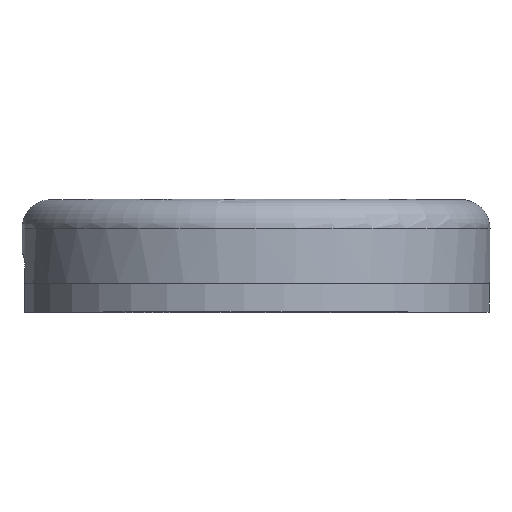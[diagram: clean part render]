
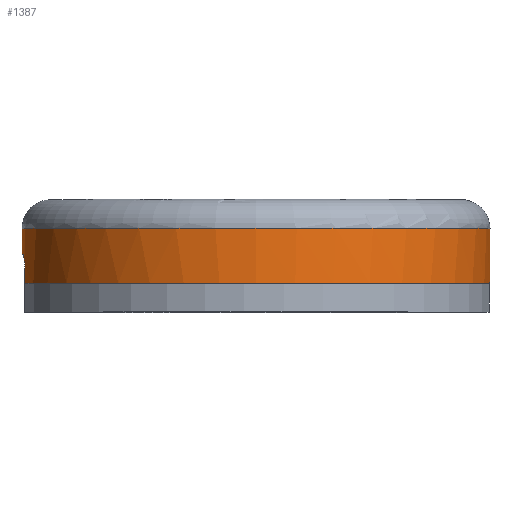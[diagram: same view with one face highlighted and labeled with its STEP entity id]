
A CAD part, top view. The second image highlights one B-rep face of the part: STEP entity #1387.
In plain terms, the highlighted cylindrical face has radius 8.1 mm (diameter 16.2 mm), a full revolution.
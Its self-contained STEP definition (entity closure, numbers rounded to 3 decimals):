
#94 = ORIENTED_EDGE ( 'NONE', *, *, #1297, .F. ) ;
#146 = DIRECTION ( 'NONE',  ( 0., 0., 1. ) ) ;
#172 = EDGE_CURVE ( 'NONE', #1773, #1280, #2322, .T. ) ;
#198 = DIRECTION ( 'NONE',  ( 0., 0., 1. ) ) ;
#205 = AXIS2_PLACEMENT_3D ( 'NONE', #366, #1090, #2302 ) ;
#209 = CARTESIAN_POINT ( 'NONE',  ( -8.053, 2.417, -0.882 ) ) ;
#214 = EDGE_CURVE ( 'NONE', #2002, #1867, #1313, .T. ) ;
#224 = CYLINDRICAL_SURFACE ( 'NONE', #1851, 8.1 ) ;
#252 = CARTESIAN_POINT ( 'NONE',  ( -8.065, 2.417, 0.75 ) ) ;
#345 = ORIENTED_EDGE ( 'NONE', *, *, #1769, .F. ) ;
#346 = CARTESIAN_POINT ( 'NONE',  ( -8.003, 1.917, 1.25 ) ) ;
#366 = CARTESIAN_POINT ( 'NONE',  ( 0., 1.4, 0. ) ) ;
#368 = VERTEX_POINT ( 'NONE', #2182 ) ;
#395 = CIRCLE ( 'NONE', #2306, 8.1 ) ;
#409 = CARTESIAN_POINT ( 'NONE',  ( -8.003, 1.917, -1.25 ) ) ;
#445 = ORIENTED_EDGE ( 'NONE', *, *, #658, .T. ) ;
#528 = ORIENTED_EDGE ( 'NONE', *, *, #172, .F. ) ;
#533 = EDGE_CURVE ( 'NONE', #1280, #727, #1970, .T. ) ;
#568 = CARTESIAN_POINT ( 'NONE',  ( -8.003, -21.51, 1.25 ) ) ;
#579 = DIRECTION ( 'NONE',  ( 0., 0., 1. ) ) ;
#585 = CARTESIAN_POINT ( 'NONE',  ( -8.003, 2.05, -1.25 ) ) ;
#613 = FACE_OUTER_BOUND ( 'NONE', #1186, .T. ) ;
#614 = CARTESIAN_POINT ( 'NONE',  ( -8.037, 2.363, 1.011 ) ) ;
#649 = AXIS2_PLACEMENT_3D ( 'NONE', #1584, #1408, #146 ) ;
#658 = EDGE_CURVE ( 'NONE', #368, #368, #395, .T. ) ;
#713 = CARTESIAN_POINT ( 'NONE',  ( -8.003, -21.51, -1.25 ) ) ;
#727 = VERTEX_POINT ( 'NONE', #1512 ) ;
#799 = VECTOR ( 'NONE', #2146, 1000. ) ;
#862 = B_SPLINE_CURVE_WITH_KNOTS ( 'NONE', 3,
 ( #1995, #209, #932, #1485, #585, #1307 ),
 .UNSPECIFIED., .F., .F.,
 ( 4, 2, 4 ),
 ( 0., 0., 0.001 ),
 .UNSPECIFIED. ) ;
#932 = CARTESIAN_POINT ( 'NONE',  ( -8.037, 2.363, -1.011 ) ) ;
#975 = CARTESIAN_POINT ( 'NONE',  ( -8.053, 2.417, 0.882 ) ) ;
#976 = VERTEX_POINT ( 'NONE', #1553 ) ;
#1078 = CARTESIAN_POINT ( 'NONE',  ( -8.003, 1.4, -1.25 ) ) ;
#1090 = DIRECTION ( 'NONE',  ( 0., -1., 0. ) ) ;
#1186 = EDGE_LOOP ( 'NONE', ( #1734, #2250, #94, #1440, #528, #345 ) ) ;
#1249 = VECTOR ( 'NONE', #1803, 1000. ) ;
#1280 = VERTEX_POINT ( 'NONE', #1078 ) ;
#1297 = EDGE_CURVE ( 'NONE', #727, #2002, #1989, .T. ) ;
#1307 = CARTESIAN_POINT ( 'NONE',  ( -8.003, 1.917, -1.25 ) ) ;
#1313 = B_SPLINE_CURVE_WITH_KNOTS ( 'NONE', 3,
 ( #1326, #1314, #1687, #614, #975, #252 ),
 .UNSPECIFIED., .F., .F.,
 ( 4, 2, 4 ),
 ( 0., 0., 0.001 ),
 .UNSPECIFIED. ) ;
#1314 = CARTESIAN_POINT ( 'NONE',  ( -8.003, 2.05, 1.25 ) ) ;
#1326 = CARTESIAN_POINT ( 'NONE',  ( -8.003, 1.917, 1.25 ) ) ;
#1387 = ADVANCED_FACE ( 'NONE', ( #613, #2191 ), #224, .T. ) ;
#1408 = DIRECTION ( 'NONE',  ( 0., -1., 0. ) ) ;
#1440 = ORIENTED_EDGE ( 'NONE', *, *, #533, .F. ) ;
#1485 = CARTESIAN_POINT ( 'NONE',  ( -8.012, 2.179, -1.195 ) ) ;
#1512 = CARTESIAN_POINT ( 'NONE',  ( -8.003, 1.4, 1.25 ) ) ;
#1553 = CARTESIAN_POINT ( 'NONE',  ( -8.065, 2.417, -0.75 ) ) ;
#1584 = CARTESIAN_POINT ( 'NONE',  ( 0., 2.417, 0. ) ) ;
#1687 = CARTESIAN_POINT ( 'NONE',  ( -8.012, 2.179, 1.195 ) ) ;
#1699 = CIRCLE ( 'NONE', #649, 8.1 ) ;
#1734 = ORIENTED_EDGE ( 'NONE', *, *, #1879, .F. ) ;
#1769 = EDGE_CURVE ( 'NONE', #976, #1773, #862, .T. ) ;
#1773 = VERTEX_POINT ( 'NONE', #409 ) ;
#1803 = DIRECTION ( 'NONE',  ( 0., 1., 0. ) ) ;
#1851 = AXIS2_PLACEMENT_3D ( 'NONE', #1999, #2223, #579 ) ;
#1858 = DIRECTION ( 'NONE',  ( 0., -1., 0. ) ) ;
#1867 = VERTEX_POINT ( 'NONE', #1956 ) ;
#1879 = EDGE_CURVE ( 'NONE', #1867, #976, #1699, .T. ) ;
#1956 = CARTESIAN_POINT ( 'NONE',  ( -8.065, 2.417, 0.75 ) ) ;
#1970 = CIRCLE ( 'NONE', #205, 8.1 ) ;
#1989 = LINE ( 'NONE', #568, #1249 ) ;
#1995 = CARTESIAN_POINT ( 'NONE',  ( -8.065, 2.417, -0.75 ) ) ;
#1999 = CARTESIAN_POINT ( 'NONE',  ( 0., -21.51, 0. ) ) ;
#2002 = VERTEX_POINT ( 'NONE', #346 ) ;
#2146 = DIRECTION ( 'NONE',  ( 0., -1., 0. ) ) ;
#2182 = CARTESIAN_POINT ( 'NONE',  ( 0., 3.3, 8.1 ) ) ;
#2191 = FACE_OUTER_BOUND ( 'NONE', #2324, .T. ) ;
#2201 = CARTESIAN_POINT ( 'NONE',  ( 0., 3.3, 0. ) ) ;
#2223 = DIRECTION ( 'NONE',  ( 0., 1., 0. ) ) ;
#2250 = ORIENTED_EDGE ( 'NONE', *, *, #214, .F. ) ;
#2302 = DIRECTION ( 'NONE',  ( 0., 0., 1. ) ) ;
#2306 = AXIS2_PLACEMENT_3D ( 'NONE', #2201, #1858, #198 ) ;
#2322 = LINE ( 'NONE', #713, #799 ) ;
#2324 = EDGE_LOOP ( 'NONE', ( #445 ) ) ;
